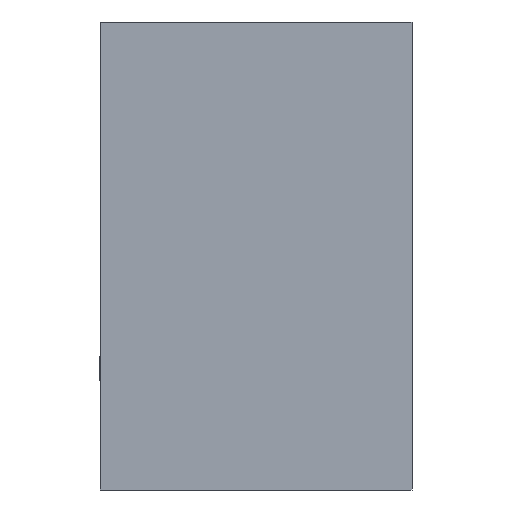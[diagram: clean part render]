
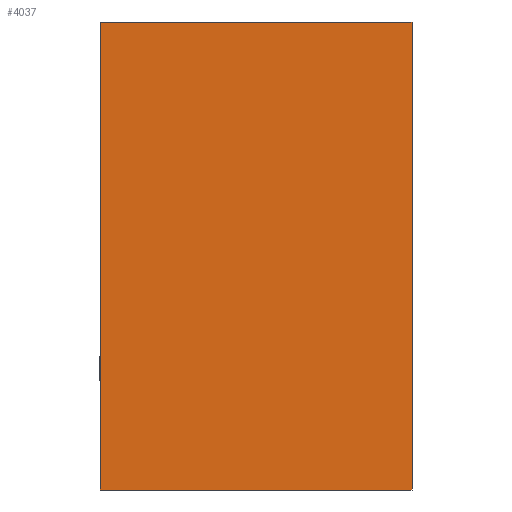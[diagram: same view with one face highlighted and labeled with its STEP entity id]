
A CAD part, left-side view. The second image highlights one B-rep face of the part: STEP entity #4037.
In plain terms, the highlighted planar face has unit normal (-1, 0, 0).
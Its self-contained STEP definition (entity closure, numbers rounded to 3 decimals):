
#326=LINE('',#6905,#836);
#328=LINE('',#6909,#838);
#330=LINE('',#6913,#840);
#332=LINE('',#6917,#842);
#836=VECTOR('',#5748,1000.);
#838=VECTOR('',#5752,1000.);
#840=VECTOR('',#5756,1000.);
#842=VECTOR('',#5760,1000.);
#1694=ORIENTED_EDGE('',*,*,#2576,.F.);
#1695=ORIENTED_EDGE('',*,*,#2582,.F.);
#1696=ORIENTED_EDGE('',*,*,#2580,.F.);
#1697=ORIENTED_EDGE('',*,*,#2578,.F.);
#2576=EDGE_CURVE('',#3072,#3073,#326,.T.);
#2578=EDGE_CURVE('',#3073,#3074,#328,.T.);
#2580=EDGE_CURVE('',#3074,#3075,#330,.T.);
#2582=EDGE_CURVE('',#3075,#3072,#332,.T.);
#3072=VERTEX_POINT('',#6904);
#3073=VERTEX_POINT('',#6906);
#3074=VERTEX_POINT('',#6910);
#3075=VERTEX_POINT('',#6914);
#3456=EDGE_LOOP('',(#1694,#1695,#1696,#1697));
#3668=FACE_BOUND('',#3456,.T.);
#3853=PLANE('',#5069);
#4037=ADVANCED_FACE('',(#3668),#3853,.F.);
#5069=AXIS2_PLACEMENT_3D('',#6918,#5761,#5762);
#5748=DIRECTION('',(0.,1.,0.));
#5752=DIRECTION('',(0.,0.,1.));
#5756=DIRECTION('',(0.,-1.,0.));
#5760=DIRECTION('',(0.,0.,-1.));
#5761=DIRECTION('',(1.,0.,0.));
#5762=DIRECTION('',(0.,1.,0.));
#6904=CARTESIAN_POINT('',(0.,-1.,-1.5));
#6905=CARTESIAN_POINT('',(0.,-1.,-1.5));
#6906=CARTESIAN_POINT('',(0.,1.,-1.5));
#6909=CARTESIAN_POINT('',(0.,1.,-1.5));
#6910=CARTESIAN_POINT('',(0.,1.,1.5));
#6913=CARTESIAN_POINT('',(0.,1.,1.5));
#6914=CARTESIAN_POINT('',(0.,-1.,1.5));
#6917=CARTESIAN_POINT('',(0.,-1.,1.5));
#6918=CARTESIAN_POINT('',(0.,0.,0.));
